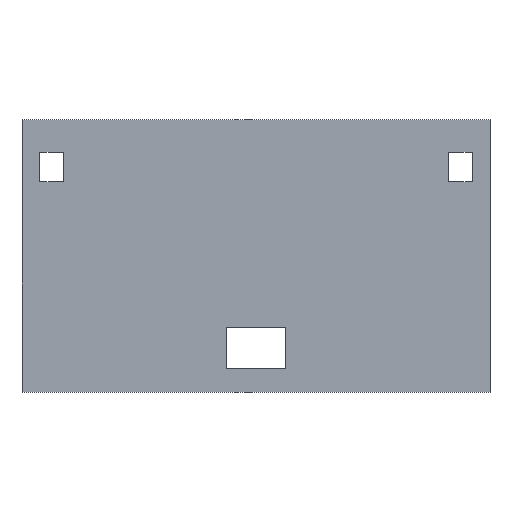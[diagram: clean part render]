
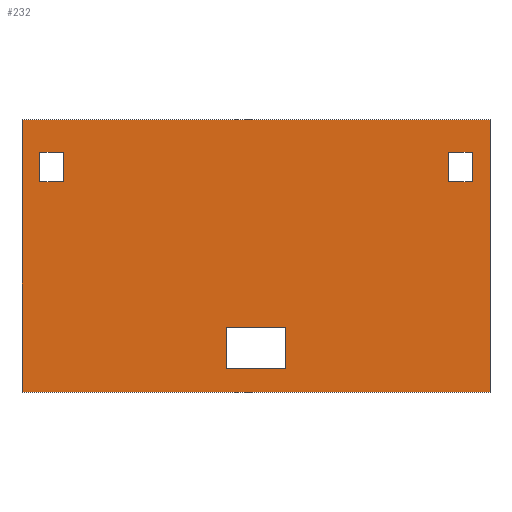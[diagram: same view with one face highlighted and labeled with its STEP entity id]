
A CAD part, top view. The second image highlights one B-rep face of the part: STEP entity #232.
In plain terms, the highlighted planar face has unit normal (0, 0, 1).
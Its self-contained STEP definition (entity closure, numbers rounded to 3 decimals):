
#3 = CARTESIAN_POINT ( 'NONE',  ( -32.5, 38.112, 10. ) ) ;
#6 = VECTOR ( 'NONE', #12, 1000. ) ;
#9 = ORIENTED_EDGE ( 'NONE', *, *, #551, .F. ) ;
#12 = DIRECTION ( 'NONE',  ( -1., 0., 0. ) ) ;
#21 = CARTESIAN_POINT ( 'NONE',  ( 32.5, 33.107, 10. ) ) ;
#50 = VERTEX_POINT ( 'NONE', #3 ) ;
#54 = EDGE_LOOP ( 'NONE', ( #86, #572, #616, #288 ) ) ;
#57 = DIRECTION ( 'NONE',  ( 1., 0., 0. ) ) ;
#64 = ORIENTED_EDGE ( 'NONE', *, *, #102, .F. ) ;
#66 = DIRECTION ( 'NONE',  ( -1., 0., 0. ) ) ;
#67 = ORIENTED_EDGE ( 'NONE', *, *, #594, .F. ) ;
#71 = LINE ( 'NONE', #612, #193 ) ;
#74 = CARTESIAN_POINT ( 'NONE',  ( 32.5, 33.107, 10. ) ) ;
#75 = DIRECTION ( 'NONE',  ( 0., -1., 0. ) ) ;
#81 = VECTOR ( 'NONE', #428, 1000. ) ;
#86 = ORIENTED_EDGE ( 'NONE', *, *, #355, .T. ) ;
#96 = LINE ( 'NONE', #576, #335 ) ;
#100 = VERTEX_POINT ( 'NONE', #417 ) ;
#102 = EDGE_CURVE ( 'NONE', #374, #557, #578, .T. ) ;
#106 = LINE ( 'NONE', #554, #151 ) ;
#107 = VECTOR ( 'NONE', #66, 1000. ) ;
#108 = DIRECTION ( 'NONE',  ( 1., 0., 0. ) ) ;
#113 = EDGE_CURVE ( 'NONE', #138, #291, #354, .T. ) ;
#117 = CARTESIAN_POINT ( 'NONE',  ( -32.5, 38.112, 10. ) ) ;
#131 = EDGE_CURVE ( 'NONE', #100, #374, #242, .T. ) ;
#132 = CARTESIAN_POINT ( 'NONE',  ( 39.5, -2.388, 10. ) ) ;
#138 = VERTEX_POINT ( 'NONE', #477 ) ;
#143 = EDGE_CURVE ( 'NONE', #238, #520, #503, .T. ) ;
#147 = VERTEX_POINT ( 'NONE', #522 ) ;
#149 = AXIS2_PLACEMENT_3D ( 'NONE', #331, #581, #489 ) ;
#151 = VECTOR ( 'NONE', #108, 1000. ) ;
#171 = CARTESIAN_POINT ( 'NONE',  ( 5., 1.612, 10. ) ) ;
#172 = CARTESIAN_POINT ( 'NONE',  ( -39.5, -2.388, 10. ) ) ;
#173 = CARTESIAN_POINT ( 'NONE',  ( -36.5, 33.112, 10. ) ) ;
#178 = EDGE_LOOP ( 'NONE', ( #319, #67, #9, #625 ) ) ;
#182 = PLANE ( 'NONE',  #149 ) ;
#192 = EDGE_CURVE ( 'NONE', #312, #476, #380, .T. ) ;
#193 = VECTOR ( 'NONE', #75, 1000. ) ;
#195 = FACE_OUTER_BOUND ( 'NONE', #54, .T. ) ;
#206 = EDGE_LOOP ( 'NONE', ( #478, #64, #521, #383 ) ) ;
#207 = EDGE_CURVE ( 'NONE', #486, #213, #560, .T. ) ;
#213 = VERTEX_POINT ( 'NONE', #74 ) ;
#223 = DIRECTION ( 'NONE',  ( 0., 1., 0. ) ) ;
#231 = DIRECTION ( 'NONE',  ( 1., -0.001, 0. ) ) ;
#232 = ADVANCED_FACE ( 'NONE', ( #373, #195, #310, #601 ), #182, .F. ) ;
#233 = DIRECTION ( 'NONE',  ( 0., 1., 0. ) ) ;
#235 = CARTESIAN_POINT ( 'NONE',  ( 36.5, 33.107, 10. ) ) ;
#238 = VERTEX_POINT ( 'NONE', #487 ) ;
#242 = LINE ( 'NONE', #268, #622 ) ;
#249 = EDGE_LOOP ( 'NONE', ( #525, #527, #485, #322 ) ) ;
#250 = EDGE_CURVE ( 'NONE', #557, #277, #343, .T. ) ;
#253 = LINE ( 'NONE', #280, #352 ) ;
#268 = CARTESIAN_POINT ( 'NONE',  ( 5., 1.612, 10. ) ) ;
#273 = CARTESIAN_POINT ( 'NONE',  ( -5., 1.612, 10. ) ) ;
#277 = VERTEX_POINT ( 'NONE', #388 ) ;
#280 = CARTESIAN_POINT ( 'NONE',  ( 32.5, 38.107, 10. ) ) ;
#288 = ORIENTED_EDGE ( 'NONE', *, *, #143, .T. ) ;
#291 = VERTEX_POINT ( 'NONE', #132 ) ;
#296 = LINE ( 'NONE', #509, #396 ) ;
#310 = FACE_BOUND ( 'NONE', #206, .T. ) ;
#312 = VERTEX_POINT ( 'NONE', #235 ) ;
#319 = ORIENTED_EDGE ( 'NONE', *, *, #480, .F. ) ;
#322 = ORIENTED_EDGE ( 'NONE', *, *, #577, .F. ) ;
#324 = CARTESIAN_POINT ( 'NONE',  ( -5., 8.612, 10. ) ) ;
#326 = DIRECTION ( 'NONE',  ( -1., 0., 0. ) ) ;
#331 = CARTESIAN_POINT ( 'NONE',  ( 0., 0., 10. ) ) ;
#335 = VECTOR ( 'NONE', #523, 1000. ) ;
#343 = LINE ( 'NONE', #273, #81 ) ;
#352 = VECTOR ( 'NONE', #628, 1000. ) ;
#354 = LINE ( 'NONE', #172, #474 ) ;
#355 = EDGE_CURVE ( 'NONE', #520, #138, #296, .T. ) ;
#361 = LINE ( 'NONE', #515, #535 ) ;
#366 = EDGE_CURVE ( 'NONE', #291, #238, #96, .T. ) ;
#373 = FACE_BOUND ( 'NONE', #249, .T. ) ;
#374 = VERTEX_POINT ( 'NONE', #516 ) ;
#380 = LINE ( 'NONE', #618, #536 ) ;
#383 = ORIENTED_EDGE ( 'NONE', *, *, #466, .F. ) ;
#388 = CARTESIAN_POINT ( 'NONE',  ( -5., 1.612, 10. ) ) ;
#396 = VECTOR ( 'NONE', #564, 1000. ) ;
#416 = DIRECTION ( 'NONE',  ( 0., 1., 0. ) ) ;
#417 = CARTESIAN_POINT ( 'NONE',  ( 5., 1.612, 10. ) ) ;
#428 = DIRECTION ( 'NONE',  ( 0., -1., 0. ) ) ;
#436 = LINE ( 'NONE', #529, #606 ) ;
#456 = EDGE_CURVE ( 'NONE', #213, #312, #106, .T. ) ;
#463 = VECTOR ( 'NONE', #475, 1000. ) ;
#466 = EDGE_CURVE ( 'NONE', #277, #100, #635, .T. ) ;
#469 = VERTEX_POINT ( 'NONE', #173 ) ;
#474 = VECTOR ( 'NONE', #57, 1000. ) ;
#475 = DIRECTION ( 'NONE',  ( 1., 0., 0. ) ) ;
#476 = VERTEX_POINT ( 'NONE', #558 ) ;
#477 = CARTESIAN_POINT ( 'NONE',  ( -39.5, -2.388, 10. ) ) ;
#478 = ORIENTED_EDGE ( 'NONE', *, *, #250, .F. ) ;
#480 = EDGE_CURVE ( 'NONE', #147, #50, #361, .T. ) ;
#485 = ORIENTED_EDGE ( 'NONE', *, *, #207, .F. ) ;
#486 = VERTEX_POINT ( 'NONE', #610 ) ;
#487 = CARTESIAN_POINT ( 'NONE',  ( 39.5, 43.612, 10. ) ) ;
#489 = DIRECTION ( 'NONE',  ( -1., 0., 0. ) ) ;
#503 = LINE ( 'NONE', #615, #6 ) ;
#509 = CARTESIAN_POINT ( 'NONE',  ( -39.5, -2.388, 10. ) ) ;
#515 = CARTESIAN_POINT ( 'NONE',  ( -32.5, 33.107, 10. ) ) ;
#516 = CARTESIAN_POINT ( 'NONE',  ( 5., 8.612, 10. ) ) ;
#520 = VERTEX_POINT ( 'NONE', #542 ) ;
#521 = ORIENTED_EDGE ( 'NONE', *, *, #131, .F. ) ;
#522 = CARTESIAN_POINT ( 'NONE',  ( -32.5, 33.107, 10. ) ) ;
#523 = DIRECTION ( 'NONE',  ( 0., 1., 0. ) ) ;
#524 = VECTOR ( 'NONE', #326, 1000. ) ;
#525 = ORIENTED_EDGE ( 'NONE', *, *, #192, .F. ) ;
#526 = DIRECTION ( 'NONE',  ( 0., -1., 0. ) ) ;
#527 = ORIENTED_EDGE ( 'NONE', *, *, #456, .F. ) ;
#529 = CARTESIAN_POINT ( 'NONE',  ( -32.5, 33.107, 10. ) ) ;
#535 = VECTOR ( 'NONE', #416, 1000. ) ;
#536 = VECTOR ( 'NONE', #233, 1000. ) ;
#537 = VERTEX_POINT ( 'NONE', #599 ) ;
#542 = CARTESIAN_POINT ( 'NONE',  ( -39.5, 43.612, 10. ) ) ;
#551 = EDGE_CURVE ( 'NONE', #537, #469, #71, .T. ) ;
#553 = EDGE_CURVE ( 'NONE', #50, #537, #569, .T. ) ;
#554 = CARTESIAN_POINT ( 'NONE',  ( 32.5, 33.107, 10. ) ) ;
#557 = VERTEX_POINT ( 'NONE', #324 ) ;
#558 = CARTESIAN_POINT ( 'NONE',  ( 36.5, 38.107, 10. ) ) ;
#560 = LINE ( 'NONE', #21, #613 ) ;
#564 = DIRECTION ( 'NONE',  ( 0., -1., 0. ) ) ;
#569 = LINE ( 'NONE', #117, #524 ) ;
#572 = ORIENTED_EDGE ( 'NONE', *, *, #113, .T. ) ;
#576 = CARTESIAN_POINT ( 'NONE',  ( 39.5, -2.388, 10. ) ) ;
#577 = EDGE_CURVE ( 'NONE', #476, #486, #253, .T. ) ;
#578 = LINE ( 'NONE', #611, #107 ) ;
#581 = DIRECTION ( 'NONE',  ( 0., 0., -1. ) ) ;
#594 = EDGE_CURVE ( 'NONE', #469, #147, #436, .T. ) ;
#599 = CARTESIAN_POINT ( 'NONE',  ( -36.5, 38.112, 10. ) ) ;
#601 = FACE_BOUND ( 'NONE', #178, .T. ) ;
#606 = VECTOR ( 'NONE', #231, 1000. ) ;
#610 = CARTESIAN_POINT ( 'NONE',  ( 32.5, 38.107, 10. ) ) ;
#611 = CARTESIAN_POINT ( 'NONE',  ( 5., 8.612, 10. ) ) ;
#612 = CARTESIAN_POINT ( 'NONE',  ( -36.5, 33.112, 10. ) ) ;
#613 = VECTOR ( 'NONE', #526, 1000. ) ;
#615 = CARTESIAN_POINT ( 'NONE',  ( -39.5, 43.612, 10. ) ) ;
#616 = ORIENTED_EDGE ( 'NONE', *, *, #366, .T. ) ;
#618 = CARTESIAN_POINT ( 'NONE',  ( 36.5, 33.107, 10. ) ) ;
#622 = VECTOR ( 'NONE', #223, 1000. ) ;
#625 = ORIENTED_EDGE ( 'NONE', *, *, #553, .F. ) ;
#628 = DIRECTION ( 'NONE',  ( -1., 0., 0. ) ) ;
#635 = LINE ( 'NONE', #171, #463 ) ;
